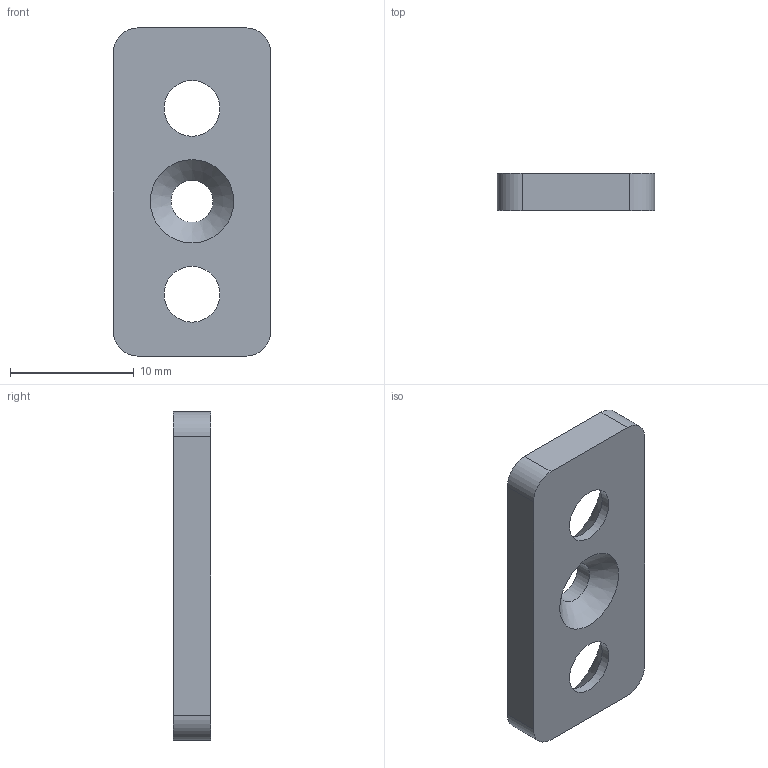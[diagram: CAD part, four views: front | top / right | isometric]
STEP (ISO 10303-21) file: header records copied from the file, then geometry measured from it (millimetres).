
FILE_DESCRIPTION( ( '' ), ' ' );
FILE_NAME( '5a81b5b40128b90fd777271d.step', '2018-02-12T15:41:41', ( '' ), ( '' ), ' ', ' ', ' ' );
FILE_SCHEMA( ( 'AUTOMOTIVE_DESIGN { 1 0 10303 214 1 1 1 1 }' ) );
Length unit declared in the file: metre
Products named in the file (1): rail_rack
Bounding box: 12.7 x 3 x 26.5 mm (x, y, z)
Volume: 763.6 mm3; surface area: 895.4 mm2
Topology: 1 solids, 1 shells, 16 faces, 40 edges, 26 vertices
Faces by surface type: cylinder 7, plane 6, cone 3
Full cylindrical faces by diameter (mm): 3.4 x1, 4.5 x2
Entity records: 602 total; most frequent: DIRECTION 84, CARTESIAN_POINT 75, ORIENTED_EDGE 66, AXIS2_PLACEMENT_3D 34, EDGE_CURVE 33, EDGE_LOOP 28, VERTEX_POINT 25, FACE_OUTER_BOUND 19
